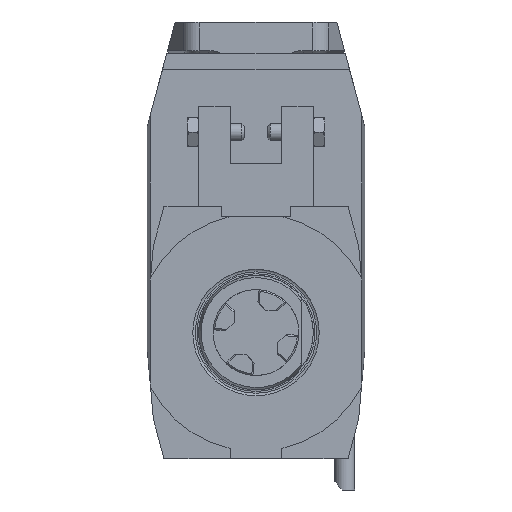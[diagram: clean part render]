
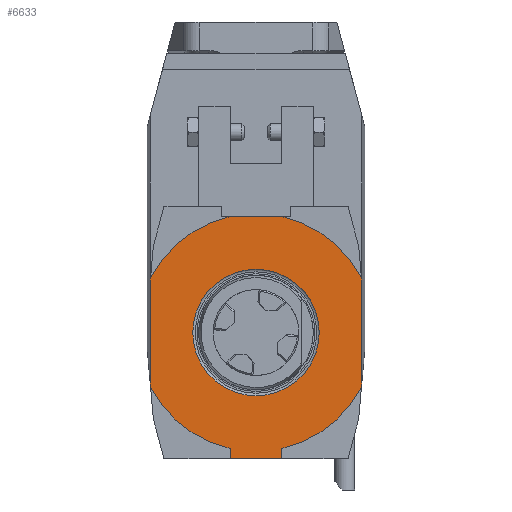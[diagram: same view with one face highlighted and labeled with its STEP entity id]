
A CAD part, front view. The second image highlights one B-rep face of the part: STEP entity #6633.
In plain terms, the highlighted planar face has unit normal (0, -1, 0).
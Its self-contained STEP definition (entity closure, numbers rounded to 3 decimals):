
#171 = ORIENTED_EDGE ( 'NONE', *, *, #12435, .F. ) ;
#392 = CARTESIAN_POINT ( 'NONE',  ( 22.095, -100., -50. ) ) ;
#398 = VERTEX_POINT ( 'NONE', #11776 ) ;
#601 = VERTEX_POINT ( 'NONE', #13930 ) ;
#689 = VERTEX_POINT ( 'NONE', #4985 ) ;
#859 = ORIENTED_EDGE ( 'NONE', *, *, #11895, .F. ) ;
#1002 = DIRECTION ( 'NONE',  ( 0., 0., -1. ) ) ;
#1016 = VECTOR ( 'NONE', #22148, 1000. ) ;
#1588 = AXIS2_PLACEMENT_3D ( 'NONE', #2367, #27052, #20807 ) ;
#1843 = ORIENTED_EDGE ( 'NONE', *, *, #19122, .T. ) ;
#1900 = EDGE_CURVE ( 'NONE', #21301, #7098, #10727, .T. ) ;
#2367 = CARTESIAN_POINT ( 'NONE',  ( 0., -100., -50. ) ) ;
#2457 = CARTESIAN_POINT ( 'NONE',  ( 0., -100., -50. ) ) ;
#2698 = EDGE_CURVE ( 'NONE', #5819, #3415, #18892, .T. ) ;
#2908 = DIRECTION ( 'NONE',  ( 0., -1., 0. ) ) ;
#2918 = CARTESIAN_POINT ( 'NONE',  ( 9.055, -100., -90.5 ) ) ;
#3070 = CARTESIAN_POINT ( 'NONE',  ( -36.833, -100., -30.88 ) ) ;
#3415 = VERTEX_POINT ( 'NONE', #18443 ) ;
#3545 = PLANE ( 'NONE',  #16957 ) ;
#3908 = AXIS2_PLACEMENT_3D ( 'NONE', #16094, #2908, #24840 ) ;
#4046 = EDGE_LOOP ( 'NONE', ( #25272 ) ) ;
#4276 = VERTEX_POINT ( 'NONE', #392 ) ;
#4289 = AXIS2_PLACEMENT_3D ( 'NONE', #5059, #13869, #19024 ) ;
#4724 = LINE ( 'NONE', #11777, #15151 ) ;
#4985 = CARTESIAN_POINT ( 'NONE',  ( 9.055, -100., -9.5 ) ) ;
#5059 = CARTESIAN_POINT ( 'NONE',  ( 0., -100., -50. ) ) ;
#5120 = VECTOR ( 'NONE', #6654, 1000. ) ;
#5344 = CARTESIAN_POINT ( 'NONE',  ( -36.833, -100., -69.12 ) ) ;
#5819 = VERTEX_POINT ( 'NONE', #2918 ) ;
#5911 = EDGE_CURVE ( 'NONE', #4276, #4276, #21869, .T. ) ;
#6237 = VECTOR ( 'NONE', #19403, 1000. ) ;
#6312 = ORIENTED_EDGE ( 'NONE', *, *, #1900, .T. ) ;
#6318 = CARTESIAN_POINT ( 'NONE',  ( 0., -100., -50. ) ) ;
#6512 = DIRECTION ( 'NONE',  ( 0., 0., 1. ) ) ;
#6633 = ADVANCED_FACE ( 'Defeature completata2_220', ( #27935, #23434 ), #3545, .T. ) ;
#6654 = DIRECTION ( 'NONE',  ( 1., 0., 0. ) ) ;
#6846 = DIRECTION ( 'NONE',  ( -1., 0., 0. ) ) ;
#6910 = ORIENTED_EDGE ( 'NONE', *, *, #15015, .F. ) ;
#7098 = VERTEX_POINT ( 'NONE', #3070 ) ;
#7376 = LINE ( 'NONE', #7800, #20151 ) ;
#7404 = EDGE_CURVE ( 'NONE', #14549, #5819, #15293, .T. ) ;
#7800 = CARTESIAN_POINT ( 'NONE',  ( -34.112, -100., 0.221 ) ) ;
#8012 = CARTESIAN_POINT ( 'NONE',  ( 37., -100., -6. ) ) ;
#8039 = VERTEX_POINT ( 'NONE', #20211 ) ;
#8438 = CARTESIAN_POINT ( 'NONE',  ( -37., -100., -6. ) ) ;
#8913 = VERTEX_POINT ( 'NONE', #25095 ) ;
#9012 = VERTEX_POINT ( 'NONE', #10248 ) ;
#9322 = VERTEX_POINT ( 'NONE', #21803 ) ;
#9487 = DIRECTION ( 'NONE',  ( 1., 0., 0. ) ) ;
#9559 = DIRECTION ( 'NONE',  ( 0., -1., 0. ) ) ;
#9734 = CARTESIAN_POINT ( 'NONE',  ( 34.674, -100., -6.204 ) ) ;
#10248 = CARTESIAN_POINT ( 'NONE',  ( 37., -100., -32.79 ) ) ;
#10378 = CARTESIAN_POINT ( 'NONE',  ( 37., -100., -6. ) ) ;
#10547 = VECTOR ( 'NONE', #19666, 1000. ) ;
#10727 = CIRCLE ( 'NONE', #21759, 41.5 ) ;
#10824 = LINE ( 'NONE', #24058, #5120 ) ;
#11160 = EDGE_CURVE ( 'NONE', #398, #14549, #10824, .T. ) ;
#11373 = VECTOR ( 'NONE', #18539, 1000. ) ;
#11776 = CARTESIAN_POINT ( 'NONE',  ( -9.055, -100., -94. ) ) ;
#11777 = CARTESIAN_POINT ( 'NONE',  ( -12., -100., -9.5 ) ) ;
#11895 = EDGE_CURVE ( 'NONE', #398, #8039, #17307, .T. ) ;
#12014 = LINE ( 'NONE', #18650, #20566 ) ;
#12353 = ORIENTED_EDGE ( 'NONE', *, *, #20999, .F. ) ;
#12383 = EDGE_CURVE ( 'NONE', #8913, #689, #16757, .T. ) ;
#12435 = EDGE_CURVE ( 'NONE', #9012, #601, #16752, .T. ) ;
#12650 = ORIENTED_EDGE ( 'NONE', *, *, #12383, .T. ) ;
#12796 = VECTOR ( 'NONE', #6512, 1000. ) ;
#13585 = CARTESIAN_POINT ( 'NONE',  ( -9.055, -100., -9.5 ) ) ;
#13869 = DIRECTION ( 'NONE',  ( 0., -1., 0. ) ) ;
#13930 = CARTESIAN_POINT ( 'NONE',  ( 37., -100., -67.21 ) ) ;
#14087 = VERTEX_POINT ( 'NONE', #23365 ) ;
#14252 = ORIENTED_EDGE ( 'NONE', *, *, #23369, .F. ) ;
#14524 = DIRECTION ( 'NONE',  ( -1., 0., 0. ) ) ;
#14549 = VERTEX_POINT ( 'NONE', #16698 ) ;
#15015 = EDGE_CURVE ( 'NONE', #14087, #7098, #7376, .T. ) ;
#15135 = CARTESIAN_POINT ( 'NONE',  ( -9.055, -100., -125.241 ) ) ;
#15151 = VECTOR ( 'NONE', #9487, 1000. ) ;
#15293 = LINE ( 'NONE', #24054, #12796 ) ;
#16094 = CARTESIAN_POINT ( 'NONE',  ( 0., -100., -50. ) ) ;
#16211 = DIRECTION ( 'NONE',  ( 0.087, 0., 0.996 ) ) ;
#16698 = CARTESIAN_POINT ( 'NONE',  ( 9.055, -100., -94. ) ) ;
#16752 = LINE ( 'NONE', #10378, #24076 ) ;
#16757 = CIRCLE ( 'NONE', #4289, 41.5 ) ;
#16957 = AXIS2_PLACEMENT_3D ( 'NONE', #8012, #20993, #14524 ) ;
#17307 = LINE ( 'NONE', #15135, #1016 ) ;
#18369 = DIRECTION ( 'NONE',  ( -1., 0., 0. ) ) ;
#18443 = CARTESIAN_POINT ( 'NONE',  ( 36.833, -100., -69.12 ) ) ;
#18539 = DIRECTION ( 'NONE',  ( 0.087, 0., -0.996 ) ) ;
#18650 = CARTESIAN_POINT ( 'NONE',  ( -41.752, -100., -12.89 ) ) ;
#18782 = ORIENTED_EDGE ( 'NONE', *, *, #7404, .T. ) ;
#18892 = CIRCLE ( 'NONE', #23496, 41.5 ) ;
#19024 = DIRECTION ( 'NONE',  ( -1., 0., 0. ) ) ;
#19122 = EDGE_CURVE ( 'NONE', #14087, #9322, #19544, .T. ) ;
#19403 = DIRECTION ( 'NONE',  ( 0., 0., -1. ) ) ;
#19544 = LINE ( 'NONE', #8438, #6237 ) ;
#19666 = DIRECTION ( 'NONE',  ( -0.087, 0., -0.996 ) ) ;
#20151 = VECTOR ( 'NONE', #16211, 1000. ) ;
#20211 = CARTESIAN_POINT ( 'NONE',  ( -9.055, -100., -90.5 ) ) ;
#20524 = DIRECTION ( 'NONE',  ( -0.087, 0., 0.996 ) ) ;
#20566 = VECTOR ( 'NONE', #20524, 1000. ) ;
#20807 = DIRECTION ( 'NONE',  ( 1., 0., 0. ) ) ;
#20993 = DIRECTION ( 'NONE',  ( 0., -1., 0. ) ) ;
#20999 = EDGE_CURVE ( 'NONE', #25503, #9322, #12014, .T. ) ;
#21272 = ORIENTED_EDGE ( 'NONE', *, *, #23911, .F. ) ;
#21301 = VERTEX_POINT ( 'NONE', #13585 ) ;
#21535 = LINE ( 'NONE', #23840, #10547 ) ;
#21759 = AXIS2_PLACEMENT_3D ( 'NONE', #2457, #9559, #18369 ) ;
#21803 = CARTESIAN_POINT ( 'NONE',  ( -37., -100., -67.21 ) ) ;
#21869 = CIRCLE ( 'NONE', #1588, 22.095 ) ;
#22148 = DIRECTION ( 'NONE',  ( 0., 0., 1. ) ) ;
#23365 = CARTESIAN_POINT ( 'NONE',  ( -37., -100., -32.79 ) ) ;
#23369 = EDGE_CURVE ( 'NONE', #21301, #689, #4724, .T. ) ;
#23434 = FACE_BOUND ( 'NONE', #4046, .T. ) ;
#23450 = DIRECTION ( 'NONE',  ( 0., -1., 0. ) ) ;
#23496 = AXIS2_PLACEMENT_3D ( 'NONE', #6318, #23450, #6846 ) ;
#23773 = EDGE_LOOP ( 'NONE', ( #12650, #14252, #6312, #6910, #1843, #12353, #26780, #859, #28312, #18782, #26667, #21272, #171, #23875 ) ) ;
#23840 = CARTESIAN_POINT ( 'NONE',  ( 42.314, -100., -6.465 ) ) ;
#23875 = ORIENTED_EDGE ( 'NONE', *, *, #27857, .F. ) ;
#23911 = EDGE_CURVE ( 'NONE', #601, #3415, #21535, .T. ) ;
#24054 = CARTESIAN_POINT ( 'NONE',  ( 9.055, -100., -125.241 ) ) ;
#24058 = CARTESIAN_POINT ( 'NONE',  ( 9.055, -100., -94. ) ) ;
#24076 = VECTOR ( 'NONE', #1002, 1000. ) ;
#24840 = DIRECTION ( 'NONE',  ( -1., 0., 0. ) ) ;
#25010 = LINE ( 'NONE', #9734, #11373 ) ;
#25095 = CARTESIAN_POINT ( 'NONE',  ( 36.833, -100., -30.88 ) ) ;
#25272 = ORIENTED_EDGE ( 'NONE', *, *, #5911, .F. ) ;
#25503 = VERTEX_POINT ( 'NONE', #5344 ) ;
#25556 = CIRCLE ( 'NONE', #3908, 41.5 ) ;
#26082 = EDGE_CURVE ( 'NONE', #25503, #8039, #25556, .T. ) ;
#26667 = ORIENTED_EDGE ( 'NONE', *, *, #2698, .T. ) ;
#26780 = ORIENTED_EDGE ( 'NONE', *, *, #26082, .T. ) ;
#27052 = DIRECTION ( 'NONE',  ( 0., -1., 0. ) ) ;
#27857 = EDGE_CURVE ( 'NONE', #8913, #9012, #25010, .T. ) ;
#27935 = FACE_OUTER_BOUND ( 'NONE', #23773, .T. ) ;
#28312 = ORIENTED_EDGE ( 'NONE', *, *, #11160, .T. ) ;
